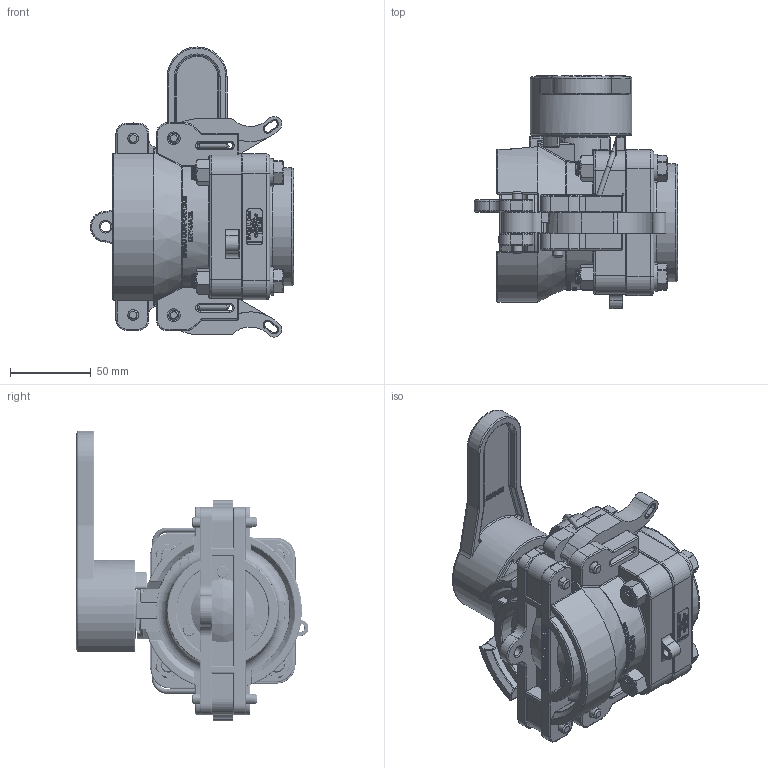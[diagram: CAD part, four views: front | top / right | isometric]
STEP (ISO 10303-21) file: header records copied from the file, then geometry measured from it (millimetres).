
FILE_DESCRIPTION(/* description */ ('2" FEMALE DRY MATE BSP THREADS'),/* implementation_level */ '2;1');
FILE_NAME(/* name */ 'DM200DB.stp',/* time_stamp */ '2022-12-09T08:40:30-05:00',/* author */ ('ALR'),/* organization */ (''),/* preprocessor_version */ 'ST-DEVELOPER v18.1',/* originating_system */ 'Autodesk Inventor 2022',/* authorisation */ '');
FILE_SCHEMA (('AUTOMOTIVE_DESIGN { 1 0 10303 214 3 1 1 }'));
Length unit declared in the file: inch
Products named in the file (36): DM200DB; DM200DBX; DM20254F; DM20254FY; DM20254FX; DM20294A; DB20258; VS20151; V20151; DB20255; DB20255M; DBX20255; DM20256B; VX20256B; VX20256B_1; VL1012; V21204V; V20258A; V20010SS; V20018; V20019; DB20288; DB20281; DM20289; DM200KX; DM20153F; V20021; V20020; V20060; DM200PL; DB20312P; DB20312AX; DB20311V; DB20314; DM20300; 200P
Assembly tree (50 placements, depth 5):
  DM200DB
    DM200DBX
      DM20254F
        DM20254FY
          DM20254FX
      DM20294A
      DB20258
      VS20151
        V20151
      DB20255
        DB20255M
          DBX20255
      DM20256B
        VX20256B
          VX20256B_1
          VL1012
      V21204V
      V20258A
      V20010SS  x4
      V20018  x4
      V20019  x4
      DB20288
      DB20281
      V20060  x2
      DM20289
      DM200KX  x2
      200P  x2
      DM20153F
      V20021
      V20020
    DM200PL
      DB20312P
        DB20312AX
      DB20311V
      DB20314
      DM20300  x2
      200P  x2
Bounding box: 126.03 x 144.4 x 179.92 mm (x, y, z)
Volume: 738631.3 mm3; surface area: 251057.8 mm2
Topology: 41 solids, 41 shells, 4341 faces, 10690 edges, 6670 vertices
Faces by surface type: plane 1685, cylinder 995, bspline 831, cone 514, torus 244, sphere 72
Full cylindrical faces by diameter (mm): 3.048 x6, 3.175 x4, 4.978 x1, 5.08 x1, 6.325 x4, 6.35 x9, 6.502 x4, 7.112 x3, 7.144 x1, 8.915 x4, 9.525 x4, 10.312 x4, 10.414 x4, 18.923 x1, 19.05 x2, 19.304 x1, 23.812 x2, 24.13 x1, 25.4 x2, 26.162 x1, 34.544 x1, 36.957 x1, 38.1 x3, 39.776 x1, 41.046 x2, 43.942 x1, 44.856 x1, 46.99 x1, 50.8 x1, 50.876 x1
Entity records: 178246 total; most frequent: CARTESIAN_POINT 96863, ORIENTED_EDGE 17810, DIRECTION 14341, EDGE_CURVE 8905, VERTEX_POINT 5675, LINE 4919, VECTOR 4919, AXIS2_PLACEMENT_3D 4711
